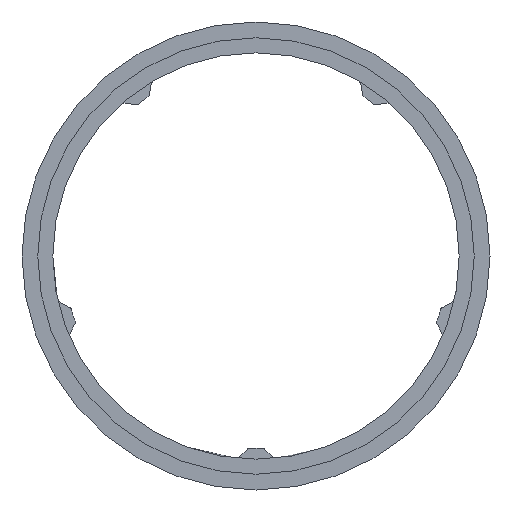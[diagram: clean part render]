
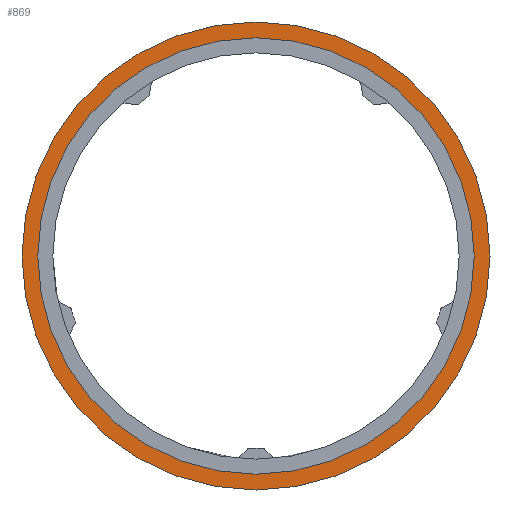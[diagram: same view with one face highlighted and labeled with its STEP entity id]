
A CAD part, front view. The second image highlights one B-rep face of the part: STEP entity #869.
In plain terms, the highlighted planar face has unit normal (0, -1, 0).
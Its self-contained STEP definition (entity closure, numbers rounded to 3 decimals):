
#197=ORIENTED_EDGE('',*,*,#450,.T.);
#198=ORIENTED_EDGE('',*,*,#449,.F.);
#449=EDGE_CURVE('',#577,#577,#655,.T.);
#450=EDGE_CURVE('',#578,#578,#656,.T.);
#577=VERTEX_POINT('',#1410);
#578=VERTEX_POINT('',#1413);
#655=CIRCLE('',#949,14.5);
#656=CIRCLE('',#951,15.55);
#722=EDGE_LOOP('',(#197));
#723=EDGE_LOOP('',(#198));
#788=FACE_BOUND('',#722,.T.);
#789=FACE_BOUND('',#723,.T.);
#843=PLANE('',#950);
#869=ADVANCED_FACE('',(#788,#789),#843,.T.);
#949=AXIS2_PLACEMENT_3D('',#1409,#1100,#1101);
#950=AXIS2_PLACEMENT_3D('',#1411,#1102,#1103);
#951=AXIS2_PLACEMENT_3D('',#1412,#1104,#1105);
#1100=DIRECTION('',(0.,-1.,0.));
#1101=DIRECTION('',(0.,0.,-1.));
#1102=DIRECTION('',(0.,-1.,0.));
#1103=DIRECTION('',(0.,0.,-1.));
#1104=DIRECTION('',(0.,-1.,0.));
#1105=DIRECTION('',(0.,0.,-1.));
#1409=CARTESIAN_POINT('',(0.,0.35,0.));
#1410=CARTESIAN_POINT('',(0.,0.35,-14.5));
#1411=CARTESIAN_POINT('',(14.5,0.35,0.));
#1412=CARTESIAN_POINT('',(0.,0.35,0.));
#1413=CARTESIAN_POINT('',(0.,0.35,-15.55));
